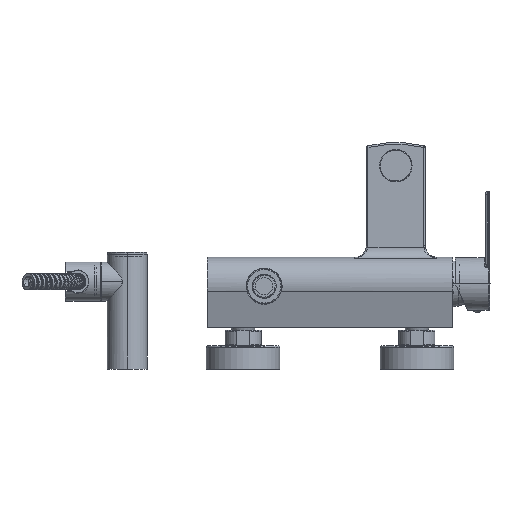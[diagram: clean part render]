
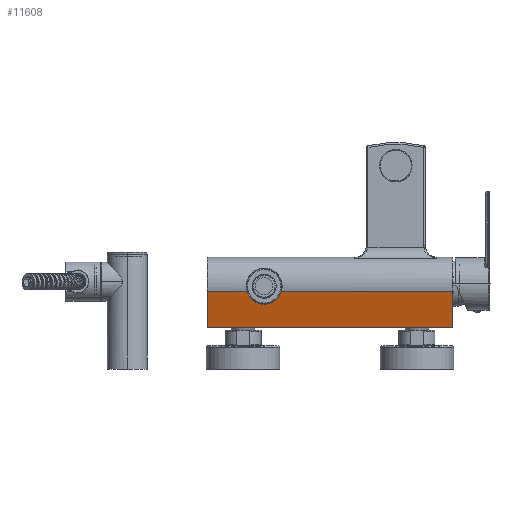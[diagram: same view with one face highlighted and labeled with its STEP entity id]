
A CAD part, front view. The second image highlights one B-rep face of the part: STEP entity #11608.
In plain terms, the highlighted planar face has unit normal (0, -0.961, -0.277).
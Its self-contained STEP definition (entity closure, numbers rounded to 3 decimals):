
#2417=CARTESIAN_POINT('',(-41.926,-22.103,
-6.359));
#2497=CARTESIAN_POINT('',(-71.674,-22.103,
-6.359));
#2509=DIRECTION('',(-1.,0.,0.));
#2510=VECTOR('',#2509,34.326);
#2511=CARTESIAN_POINT('',(-71.674,-22.103,
-6.359));
#2512=LINE('',#2511,#2510);
#2513=DIRECTION('',(-1.,0.,0.));
#2514=VECTOR('',#2513,147.926);
#2515=CARTESIAN_POINT('',(106.,-22.103,-6.359));
#2516=LINE('',#2515,#2514);
#2577=CARTESIAN_POINT('',(-41.926,-22.103,
-6.359));
#2578=CARTESIAN_POINT('',(-42.003,-22.027,
-6.624));
#2579=CARTESIAN_POINT('',(-42.158,-21.89,
-7.102));
#2580=CARTESIAN_POINT('',(-42.468,-21.652,
-7.929));
#2581=CARTESIAN_POINT('',(-42.855,-21.403,
-8.794));
#2582=CARTESIAN_POINT('',(-43.32,-21.151,
-9.67));
#2583=CARTESIAN_POINT('',(-43.785,-20.932,
-10.432));
#2584=CARTESIAN_POINT('',(-44.25,-20.737,
-11.108));
#2585=CARTESIAN_POINT('',(-44.87,-20.504,
-11.917));
#2586=CARTESIAN_POINT('',(-45.644,-20.254,
-12.788));
#2587=CARTESIAN_POINT('',(-46.574,-20.,
-13.67));
#2588=CARTESIAN_POINT('',(-47.504,-19.784,
-14.421));
#2589=CARTESIAN_POINT('',(-48.433,-19.599,
-15.063));
#2590=CARTESIAN_POINT('',(-49.673,-19.388,
-15.796));
#2591=CARTESIAN_POINT('',(-51.222,-19.184,
-16.507));
#2592=CARTESIAN_POINT('',(-53.081,-19.017,
-17.088));
#2593=CARTESIAN_POINT('',(-54.941,-18.919,
-17.426));
#2594=CARTESIAN_POINT('',(-56.8,-18.887,
-17.537));
#2595=CARTESIAN_POINT('',(-58.659,-18.919,
-17.426));
#2596=CARTESIAN_POINT('',(-60.519,-19.017,
-17.088));
#2597=CARTESIAN_POINT('',(-62.378,-19.184,
-16.507));
#2598=CARTESIAN_POINT('',(-63.927,-19.388,
-15.796));
#2599=CARTESIAN_POINT('',(-65.167,-19.599,
-15.063));
#2600=CARTESIAN_POINT('',(-66.096,-19.784,
-14.421));
#2601=CARTESIAN_POINT('',(-67.026,-20.,
-13.67));
#2602=CARTESIAN_POINT('',(-67.956,-20.254,
-12.788));
#2603=CARTESIAN_POINT('',(-68.73,-20.504,
-11.917));
#2604=CARTESIAN_POINT('',(-69.35,-20.737,
-11.108));
#2605=CARTESIAN_POINT('',(-69.815,-20.932,
-10.432));
#2606=CARTESIAN_POINT('',(-70.28,-21.151,
-9.67));
#2607=CARTESIAN_POINT('',(-70.745,-21.403,
-8.794));
#2608=CARTESIAN_POINT('',(-71.132,-21.652,
-7.929));
#2609=CARTESIAN_POINT('',(-71.442,-21.89,
-7.102));
#2610=CARTESIAN_POINT('',(-71.597,-22.027,
-6.624));
#2611=CARTESIAN_POINT('',(-71.674,-22.103,
-6.359));
#2613=DIRECTION('',(-1.,0.,0.));
#2614=VECTOR('',#2613,212.);
#2615=CARTESIAN_POINT('',(106.,-13.,-38.));
#2616=LINE('',#2615,#2614);
#2621=DIRECTION('',(0.,-0.276,0.961));
#2622=VECTOR('',#2621,32.924);
#2623=CARTESIAN_POINT('',(106.,-13.,-38.));
#2624=LINE('',#2623,#2622);
#2685=DIRECTION('',(0.,-0.276,0.961));
#2686=VECTOR('',#2685,32.924);
#2687=CARTESIAN_POINT('',(-106.,-13.,-38.));
#2688=LINE('',#2687,#2686);
#8591=CARTESIAN_POINT('',(106.,-13.,-38.));
#8593=VERTEX_POINT('',#8591);
#8594=CARTESIAN_POINT('',(106.,-22.103,-6.359));
#8596=VERTEX_POINT('',#8594);
#8599=CARTESIAN_POINT('',(-106.,-13.,-38.));
#8601=VERTEX_POINT('',#8599);
#8602=CARTESIAN_POINT('',(-106.,-22.103,-6.359));
#8604=VERTEX_POINT('',#8602);
#8801=VERTEX_POINT('',#2417);
#8802=VERTEX_POINT('',#2497);
#11592=CARTESIAN_POINT('',(106.,-13.,-38.));
#11593=DIRECTION('',(0.,-0.961,-0.276));
#11594=DIRECTION('',(0.,-0.276,0.961));
#11595=AXIS2_PLACEMENT_3D('',#11592,#11593,#11594);
#11596=PLANE('',#11595);
#11597=ORIENTED_EDGE('',*,*,#11538,.F.);
#11598=ORIENTED_EDGE('',*,*,#11570,.F.);
#11600=ORIENTED_EDGE('',*,*,#11599,.F.);
#11602=ORIENTED_EDGE('',*,*,#11601,.T.);
#11604=ORIENTED_EDGE('',*,*,#11603,.T.);
#11605=ORIENTED_EDGE('',*,*,#11562,.F.);
#11606=EDGE_LOOP('',(#11597,#11598,#11600,#11602,#11604,#11605));
#11607=FACE_OUTER_BOUND('',#11606,.F.);
#11608=ADVANCED_FACE('',(#11607),#11596,.T.);
#2612=B_SPLINE_CURVE_WITH_KNOTS('',3,(#2577,#2578,#2579,#2580,#2581,#2582,#2583,
#2584,#2585,#2586,#2587,#2588,#2589,#2590,#2591,#2592,#2593,#2594,#2595,#2596,
#2597,#2598,#2599,#2600,#2601,#2602,#2603,#2604,#2605,#2606,#2607,#2608,#2609,
#2610,#2611),.UNSPECIFIED.,.F.,.F.,(4,1,1,1,1,1,1,1,1,1,1,1,1,1,1,1,1,1,1,1,1,1,
1,1,1,1,1,1,1,1,1,1,4),(0.,0.008,0.016,0.031,0.047,0.063,
0.078,0.094,0.125,0.156,0.188,0.219,0.25,0.313,0.375,
0.438,0.5,0.563,0.625,0.688,0.75,0.781,0.813,0.844,
0.875,0.906,0.922,0.938,0.953,0.969,0.984,
0.992,1.),.UNSPECIFIED.);
#11538=EDGE_CURVE('',#8801,#8802,#2612,.T.);
#11562=EDGE_CURVE('',#8802,#8604,#2512,.T.);
#11570=EDGE_CURVE('',#8596,#8801,#2516,.T.);
#11599=EDGE_CURVE('',#8593,#8596,#2624,.T.);
#11601=EDGE_CURVE('',#8593,#8601,#2616,.T.);
#11603=EDGE_CURVE('',#8601,#8604,#2688,.T.);
